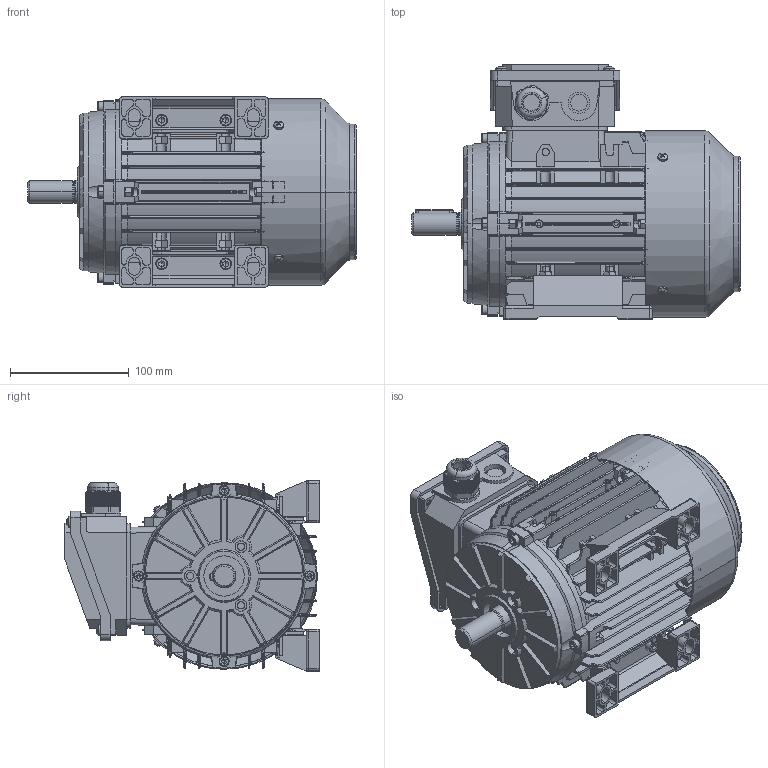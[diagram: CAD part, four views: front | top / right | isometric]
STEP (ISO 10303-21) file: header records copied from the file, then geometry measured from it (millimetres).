
FILE_DESCRIPTION (( 'STEP AP203' ), '1' );
FILE_NAME ('T80 B3蚾饜芞.STEP', '2015-04-25T05:42:40', ( 'USER' ), ( 'MS' ), 'SwSTEP 2.0', 'SolidWorks 2008', '' );
FILE_SCHEMA (( 'CONFIG_CONTROL_DESIGN' ));
Products named in the file (18): T80 B3蚾饜芞; TA80后端盖1_默认; TA80转轴_默认; T80-90斜接线盒座_默认; Cross recessed thread forming screws GB_GB_CROSS_SCREWS_TYPE138 M4X12-N; Hexagon socket head cap screws GB_GB_FASTENER_SCREWS_HSHCS M5X25-N; Hexagon nuts grade C GB_GB_FASTENER_NUT_SNC1 M5-N; T80机壳_默认; T80底脚_默认; TA80风罩_默认; TA80-90斜接线盒盖_默认; 80-100出线螺套_默认; 风叶_默认; Cross recessed thread forming screws GB_GB_CROSS_SCREWS_TYPE138 M5X12-N; Plain parallel keys_GB_CONNECTING_PIECE_KEYS_CSK 6X32; Hexagon socket head cap screws GB_GB_FASTENER_SCREWS_HSHCS M6X20-N; Hexagon nuts grade C GB_GB_FASTENER_NUT_SNC1 M6-N; TA80前端盖1_默认
Assembly tree (44 placements, depth 2):
  T80 B3蚾饜芞
    80-100出线螺套_默认
    T80底脚_默认  x2
    Hexagon nuts grade C GB_GB_FASTENER_NUT_SNC1 M6-N  x4
    Hexagon socket head cap screws GB_GB_FASTENER_SCREWS_HSHCS M5X25-N  x8
    Hexagon nuts grade C GB_GB_FASTENER_NUT_SNC1 M5-N  x8
    TA80转轴_默认
    T80机壳_默认
    TA80风罩_默认
    T80-90斜接线盒座_默认
    风叶_默认
    TA80前端盖1_默认
    Cross recessed thread forming screws GB_GB_CROSS_SCREWS_TYPE138 M5X12-N  x4
    Hexagon socket head cap screws GB_GB_FASTENER_SCREWS_HSHCS M6X20-N  x4
    TA80-90斜接线盒盖_默认
    Cross recessed thread forming screws GB_GB_CROSS_SCREWS_TYPE138 M4X12-N  x4
    TA80后端盖1_默认
    Plain parallel keys_GB_CONNECTING_PIECE_KEYS_CSK 6X32
Bounding box: 277 x 214 x 160 mm (x, y, z)
Volume: 906465.9 mm3; surface area: 629661.7 mm2
Topology: 44 solids, 44 shells, 4029 faces, 10446 edges, 6573 vertices
Faces by surface type: plane 2161, cylinder 1048, cone 333, bspline 238, torus 133, sphere 116
Entity records: 113440 total; most frequent: CARTESIAN_POINT 31077, ORIENTED_EDGE 17434, DIRECTION 15560, EDGE_CURVE 8717, VERTEX_POINT 5525, AXIS2_PLACEMENT_3D 5305, LINE 4950, VECTOR 4950
